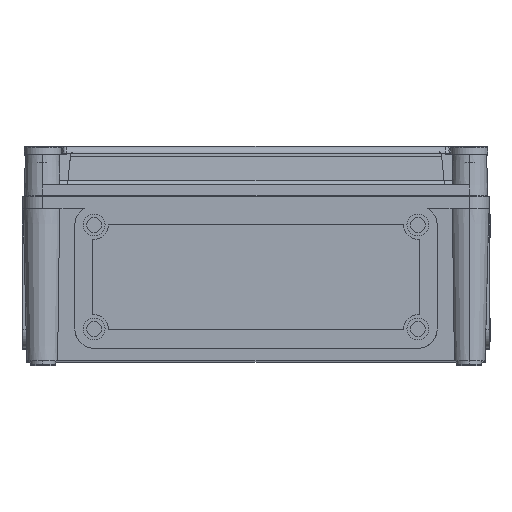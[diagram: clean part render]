
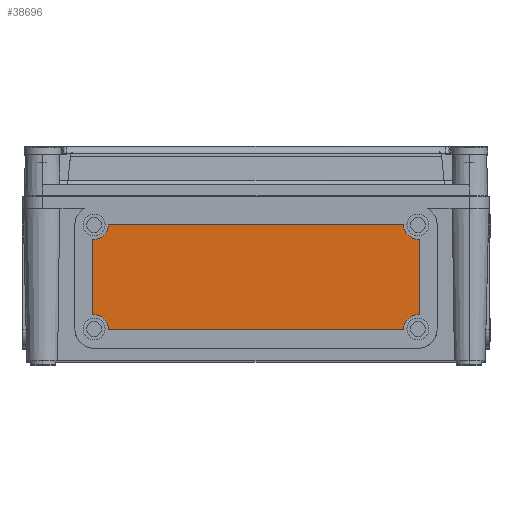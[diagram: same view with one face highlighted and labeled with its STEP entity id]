
A CAD part, top view. The second image highlights one B-rep face of the part: STEP entity #38696.
In plain terms, the highlighted planar face has unit normal (0, 0, 1).
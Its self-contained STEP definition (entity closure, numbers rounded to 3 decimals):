
#273 = CARTESIAN_POINT ( 'NONE',  ( -96.5, 81., 272.5 ) ) ;
#1710 = CARTESIAN_POINT ( 'NONE',  ( -96.5, 81., 272.5 ) ) ;
#2777 = VERTEX_POINT ( 'NONE', #10453 ) ;
#2957 = FACE_OUTER_BOUND ( 'NONE', #12564, .T. ) ;
#3217 = AXIS2_PLACEMENT_3D ( 'NONE', #8784, #21740, #29188 ) ;
#3411 = AXIS2_PLACEMENT_3D ( 'NONE', #15350, #3995, #3730 ) ;
#3517 = CIRCLE ( 'NONE', #27469, 8.5 ) ;
#3730 = DIRECTION ( 'NONE',  ( 1., 0., 0. ) ) ;
#3995 = DIRECTION ( 'NONE',  ( 0., 0., 1. ) ) ;
#4063 = ORIENTED_EDGE ( 'NONE', *, *, #31988, .T. ) ;
#4194 = EDGE_CURVE ( 'NONE', #19660, #7705, #24589, .T. ) ;
#4881 = DIRECTION ( 'NONE',  ( 1., 0., 0. ) ) ;
#5770 = DIRECTION ( 'NONE',  ( 0., 1., 0. ) ) ;
#5859 = CARTESIAN_POINT ( 'NONE',  ( 96.5, 19., 272.5 ) ) ;
#6952 = VERTEX_POINT ( 'NONE', #25255 ) ;
#7305 = CIRCLE ( 'NONE', #3217, 8.5 ) ;
#7705 = VERTEX_POINT ( 'NONE', #28179 ) ;
#8078 = DIRECTION ( 'NONE',  ( 0., 0., -1. ) ) ;
#8784 = CARTESIAN_POINT ( 'NONE',  ( 96.5, 81., 272.5 ) ) ;
#9299 = LINE ( 'NONE', #10733, #21936 ) ;
#9929 = DIRECTION ( 'NONE',  ( 0., 0., -1. ) ) ;
#10212 = EDGE_CURVE ( 'NONE', #18019, #12070, #9299, .T. ) ;
#10453 = CARTESIAN_POINT ( 'NONE',  ( 97.5, 72.559, 272.5 ) ) ;
#10500 = CIRCLE ( 'NONE', #27496, 8.5 ) ;
#10711 = CARTESIAN_POINT ( 'NONE',  ( 88.015, 81.5, 272.5 ) ) ;
#10733 = CARTESIAN_POINT ( 'NONE',  ( 88.015, 18.5, 272.5 ) ) ;
#12070 = VERTEX_POINT ( 'NONE', #35252 ) ;
#12075 = ORIENTED_EDGE ( 'NONE', *, *, #33219, .T. ) ;
#12469 = VECTOR ( 'NONE', #5770, 1000. ) ;
#12543 = CARTESIAN_POINT ( 'NONE',  ( -88.015, 18.5, 272.5 ) ) ;
#12564 = EDGE_LOOP ( 'NONE', ( #12075, #4063, #15298, #19987, #32956, #37819, #41375, #36011, #38766, #33461 ) ) ;
#12961 = DIRECTION ( 'NONE',  ( -1., 0., 0. ) ) ;
#13058 = AXIS2_PLACEMENT_3D ( 'NONE', #35795, #29430, #17017 ) ;
#14917 = EDGE_CURVE ( 'NONE', #6952, #34195, #19039, .T. ) ;
#15163 = DIRECTION ( 'NONE',  ( 1., 0., 0. ) ) ;
#15298 = ORIENTED_EDGE ( 'NONE', *, *, #14917, .T. ) ;
#15350 = CARTESIAN_POINT ( 'NONE',  ( -96.5, 81., 272.5 ) ) ;
#16867 = AXIS2_PLACEMENT_3D ( 'NONE', #5859, #9929, #40997 ) ;
#16988 = CARTESIAN_POINT ( 'NONE',  ( -88., 81., 272.5 ) ) ;
#17017 = DIRECTION ( 'NONE',  ( -1., 0., 0. ) ) ;
#17857 = VECTOR ( 'NONE', #18515, 1000. ) ;
#18019 = VERTEX_POINT ( 'NONE', #12543 ) ;
#18515 = DIRECTION ( 'NONE',  ( 0., -1., 0. ) ) ;
#19039 = LINE ( 'NONE', #22241, #17857 ) ;
#19405 = DIRECTION ( 'NONE',  ( 0., 0., -1. ) ) ;
#19660 = VERTEX_POINT ( 'NONE', #41719 ) ;
#19987 = ORIENTED_EDGE ( 'NONE', *, *, #20936, .T. ) ;
#20936 = EDGE_CURVE ( 'NONE', #34195, #40194, #23465, .T. ) ;
#21740 = DIRECTION ( 'NONE',  ( 0., 0., -1. ) ) ;
#21936 = VECTOR ( 'NONE', #15163, 1000. ) ;
#22241 = CARTESIAN_POINT ( 'NONE',  ( -97.5, 27.441, 272.5 ) ) ;
#22519 = DIRECTION ( 'NONE',  ( -1., 0., 0. ) ) ;
#22894 = CARTESIAN_POINT ( 'NONE',  ( -96.5, 19., 272.5 ) ) ;
#23465 = CIRCLE ( 'NONE', #13058, 8.5 ) ;
#23867 = VERTEX_POINT ( 'NONE', #16988 ) ;
#24589 = LINE ( 'NONE', #10711, #38273 ) ;
#25224 = CARTESIAN_POINT ( 'NONE',  ( 97.5, 27.441, 272.5 ) ) ;
#25255 = CARTESIAN_POINT ( 'NONE',  ( -97.5, 72.559, 272.5 ) ) ;
#25548 = LINE ( 'NONE', #32587, #12469 ) ;
#26690 = VERTEX_POINT ( 'NONE', #25224 ) ;
#27469 = AXIS2_PLACEMENT_3D ( 'NONE', #1710, #8078, #4881 ) ;
#27490 = AXIS2_PLACEMENT_3D ( 'NONE', #22894, #19405, #12961 ) ;
#27496 = AXIS2_PLACEMENT_3D ( 'NONE', #273, #34743, #35547 ) ;
#28179 = CARTESIAN_POINT ( 'NONE',  ( -88.015, 81.5, 272.5 ) ) ;
#29188 = DIRECTION ( 'NONE',  ( -1., 0., 0. ) ) ;
#29430 = DIRECTION ( 'NONE',  ( 0., 0., -1. ) ) ;
#29442 = PLANE ( 'NONE',  #3411 ) ;
#30987 = EDGE_CURVE ( 'NONE', #12070, #26690, #35473, .T. ) ;
#31028 = EDGE_CURVE ( 'NONE', #2777, #19660, #7305, .T. ) ;
#31988 = EDGE_CURVE ( 'NONE', #23867, #6952, #10500, .T. ) ;
#32587 = CARTESIAN_POINT ( 'NONE',  ( 97.5, 27.441, 272.5 ) ) ;
#32956 = ORIENTED_EDGE ( 'NONE', *, *, #41187, .T. ) ;
#33103 = CARTESIAN_POINT ( 'NONE',  ( -88., 19., 272.5 ) ) ;
#33219 = EDGE_CURVE ( 'NONE', #7705, #23867, #3517, .T. ) ;
#33461 = ORIENTED_EDGE ( 'NONE', *, *, #4194, .T. ) ;
#34195 = VERTEX_POINT ( 'NONE', #40670 ) ;
#34743 = DIRECTION ( 'NONE',  ( 0., 0., -1. ) ) ;
#35252 = CARTESIAN_POINT ( 'NONE',  ( 88.015, 18.5, 272.5 ) ) ;
#35473 = CIRCLE ( 'NONE', #16867, 8.5 ) ;
#35547 = DIRECTION ( 'NONE',  ( 1., 0., 0. ) ) ;
#35795 = CARTESIAN_POINT ( 'NONE',  ( -96.5, 19., 272.5 ) ) ;
#36011 = ORIENTED_EDGE ( 'NONE', *, *, #40846, .T. ) ;
#37819 = ORIENTED_EDGE ( 'NONE', *, *, #10212, .T. ) ;
#38273 = VECTOR ( 'NONE', #22519, 1000. ) ;
#38696 = ADVANCED_FACE ( 'NONE', ( #2957 ), #29442, .T. ) ;
#38766 = ORIENTED_EDGE ( 'NONE', *, *, #31028, .T. ) ;
#40194 = VERTEX_POINT ( 'NONE', #33103 ) ;
#40670 = CARTESIAN_POINT ( 'NONE',  ( -97.5, 27.441, 272.5 ) ) ;
#40846 = EDGE_CURVE ( 'NONE', #26690, #2777, #25548, .T. ) ;
#40997 = DIRECTION ( 'NONE',  ( 1., 0., 0. ) ) ;
#41187 = EDGE_CURVE ( 'NONE', #40194, #18019, #41844, .T. ) ;
#41375 = ORIENTED_EDGE ( 'NONE', *, *, #30987, .T. ) ;
#41719 = CARTESIAN_POINT ( 'NONE',  ( 88.015, 81.5, 272.5 ) ) ;
#41844 = CIRCLE ( 'NONE', #27490, 8.5 ) ;
